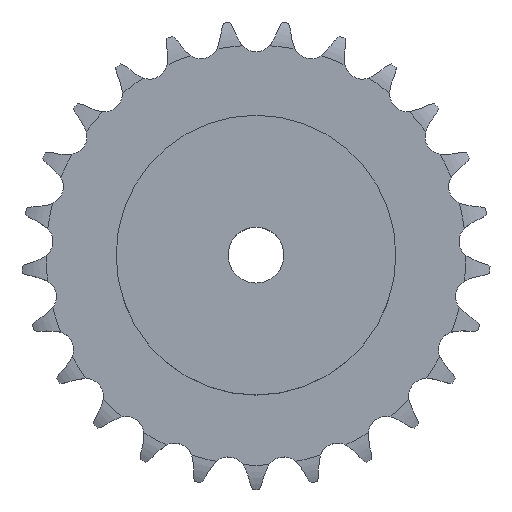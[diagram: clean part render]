
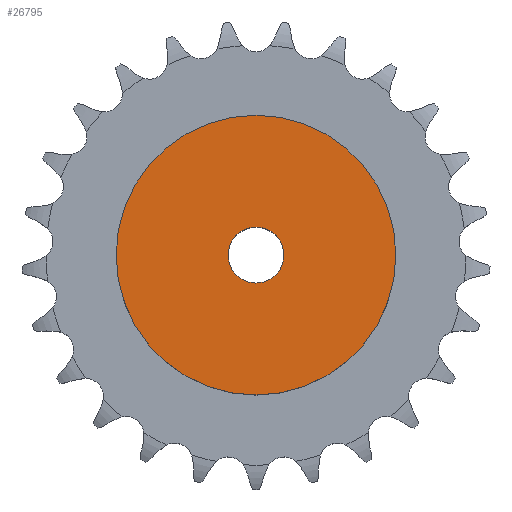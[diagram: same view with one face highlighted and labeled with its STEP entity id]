
A CAD part, top view. The second image highlights one B-rep face of the part: STEP entity #26795.
In plain terms, the highlighted planar face has unit normal (0, 0, 1).
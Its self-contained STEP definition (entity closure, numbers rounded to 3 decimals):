
#3372 = CYLINDRICAL_SURFACE('',#3373,40.);
#3373 = AXIS2_PLACEMENT_3D('',#3374,#3375,#3376);
#3374 = CARTESIAN_POINT('',(0.,0.,0.));
#3375 = DIRECTION('',(-0.,-0.,-1.));
#3376 = DIRECTION('',(1.,0.,0.));
#16868 = VERTEX_POINT('',#16869);
#16869 = CARTESIAN_POINT('',(40.,0.,30.));
#16890 = EDGE_CURVE('',#16868,#16868,#16891,.T.);
#16891 = SURFACE_CURVE('',#16892,(#16897,#16904),.PCURVE_S1.);
#16892 = CIRCLE('',#16893,40.);
#16893 = AXIS2_PLACEMENT_3D('',#16894,#16895,#16896);
#16894 = CARTESIAN_POINT('',(0.,0.,30.));
#16895 = DIRECTION('',(0.,0.,1.));
#16896 = DIRECTION('',(1.,0.,0.));
#16897 = PCURVE('',#3372,#16898);
#16898 = DEFINITIONAL_REPRESENTATION('',(#16899),#16903);
#16899 = LINE('',#16900,#16901);
#16900 = CARTESIAN_POINT('',(-0.,-30.));
#16901 = VECTOR('',#16902,1.);
#16902 = DIRECTION('',(-1.,0.));
#16903 = ( GEOMETRIC_REPRESENTATION_CONTEXT(2) 
PARAMETRIC_REPRESENTATION_CONTEXT() REPRESENTATION_CONTEXT('2D SPACE',''
  ) );
#16904 = PCURVE('',#16905,#16910);
#16905 = PLANE('',#16906);
#16906 = AXIS2_PLACEMENT_3D('',#16907,#16908,#16909);
#16907 = CARTESIAN_POINT('',(0.,0.,30.)
  );
#16908 = DIRECTION('',(0.,0.,1.));
#16909 = DIRECTION('',(1.,0.,0.));
#16910 = DEFINITIONAL_REPRESENTATION('',(#16911),#16915);
#16911 = CIRCLE('',#16912,40.);
#16912 = AXIS2_PLACEMENT_2D('',#16913,#16914);
#16913 = CARTESIAN_POINT('',(0.,0.));
#16914 = DIRECTION('',(1.,0.));
#16915 = ( GEOMETRIC_REPRESENTATION_CONTEXT(2) 
PARAMETRIC_REPRESENTATION_CONTEXT() REPRESENTATION_CONTEXT('2D SPACE',''
  ) );
#22728 = CYLINDRICAL_SURFACE('',#22729,8.);
#22729 = AXIS2_PLACEMENT_3D('',#22730,#22731,#22732);
#22730 = CARTESIAN_POINT('',(0.,0.,206.449));
#22731 = DIRECTION('',(0.,0.,1.));
#22732 = DIRECTION('',(1.,0.,0.));
#26795 = ADVANCED_FACE('',(#26796,#26799),#16905,.T.);
#26796 = FACE_BOUND('',#26797,.T.);
#26797 = EDGE_LOOP('',(#26798));
#26798 = ORIENTED_EDGE('',*,*,#16890,.T.);
#26799 = FACE_BOUND('',#26800,.T.);
#26800 = EDGE_LOOP('',(#26801));
#26801 = ORIENTED_EDGE('',*,*,#26802,.F.);
#26802 = EDGE_CURVE('',#26803,#26803,#26805,.T.);
#26803 = VERTEX_POINT('',#26804);
#26804 = CARTESIAN_POINT('',(8.,0.,30.));
#26805 = SURFACE_CURVE('',#26806,(#26811,#26818),.PCURVE_S1.);
#26806 = CIRCLE('',#26807,8.);
#26807 = AXIS2_PLACEMENT_3D('',#26808,#26809,#26810);
#26808 = CARTESIAN_POINT('',(0.,0.,30.));
#26809 = DIRECTION('',(0.,0.,1.));
#26810 = DIRECTION('',(1.,0.,0.));
#26811 = PCURVE('',#16905,#26812);
#26812 = DEFINITIONAL_REPRESENTATION('',(#26813),#26817);
#26813 = CIRCLE('',#26814,8.);
#26814 = AXIS2_PLACEMENT_2D('',#26815,#26816);
#26815 = CARTESIAN_POINT('',(0.,0.));
#26816 = DIRECTION('',(1.,0.));
#26817 = ( GEOMETRIC_REPRESENTATION_CONTEXT(2) 
PARAMETRIC_REPRESENTATION_CONTEXT() REPRESENTATION_CONTEXT('2D SPACE',''
  ) );
#26818 = PCURVE('',#22728,#26819);
#26819 = DEFINITIONAL_REPRESENTATION('',(#26820),#26824);
#26820 = LINE('',#26821,#26822);
#26821 = CARTESIAN_POINT('',(0.,-176.449));
#26822 = VECTOR('',#26823,1.);
#26823 = DIRECTION('',(1.,0.));
#26824 = ( GEOMETRIC_REPRESENTATION_CONTEXT(2) 
PARAMETRIC_REPRESENTATION_CONTEXT() REPRESENTATION_CONTEXT('2D SPACE',''
  ) );
